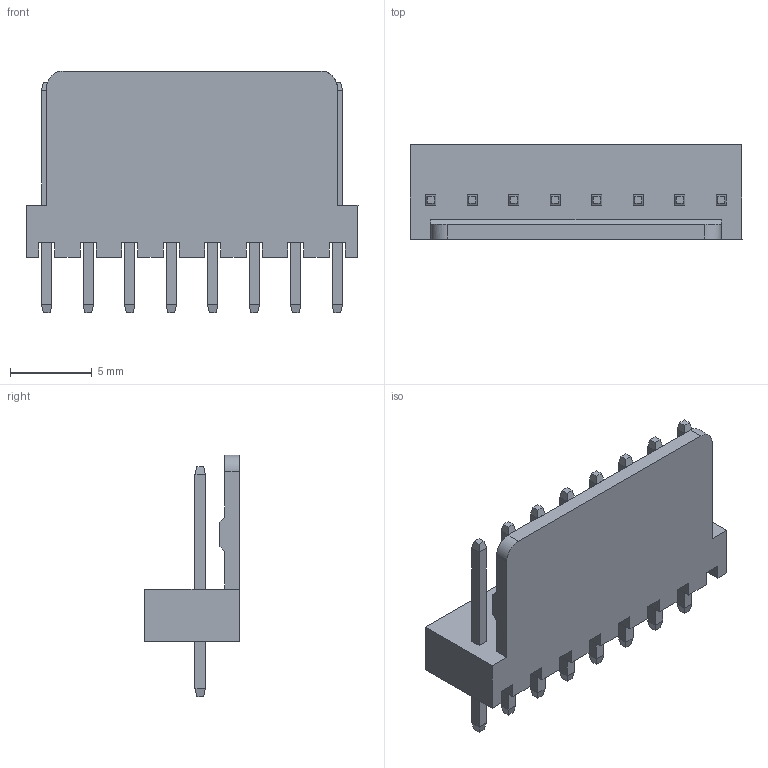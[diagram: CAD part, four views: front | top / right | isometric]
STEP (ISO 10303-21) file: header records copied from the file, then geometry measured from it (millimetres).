
FILE_DESCRIPTION(/* description */ (''),/* implementation_level */ '2;1');
FILE_NAME(/* name */ 'WF-8~1',/* time_stamp */ '2018-02-21T18:13:18+03:00',/* author */ (''),/* organization */ (''),/* preprocessor_version */ 'ST-DEVELOPER v15',/* originating_system */ '',/* authorisation */ '');
FILE_SCHEMA (('AUTOMOTIVE_DESIGN'));
Length unit declared in the file: millimetre
Products named in the file (3): Document; Designator1; User_Library-WF-8
Assembly tree (2 placements, depth 3):
  Document
    Designator1
      User_Library-WF-8
Bounding box: 20.32 x 5.8 x 14.8 mm (x, y, z)
Volume: 514.5 mm3; surface area: 1023.9 mm2
Topology: 2 solids, 2 shells, 188 faces, 446 edges, 276 vertices
Faces by surface type: plane 186, bspline 2
Entity records: 4699 total; most frequent: CARTESIAN_POINT 1400, ORIENTED_EDGE 892, EDGE_CURVE 446, B_SPLINE_CURVE_WITH_KNOTS 442, VERTEX_POINT 276, EDGE_LOOP 202, DIRECTION 198, AXIS2_PLACEMENT_3D 192
